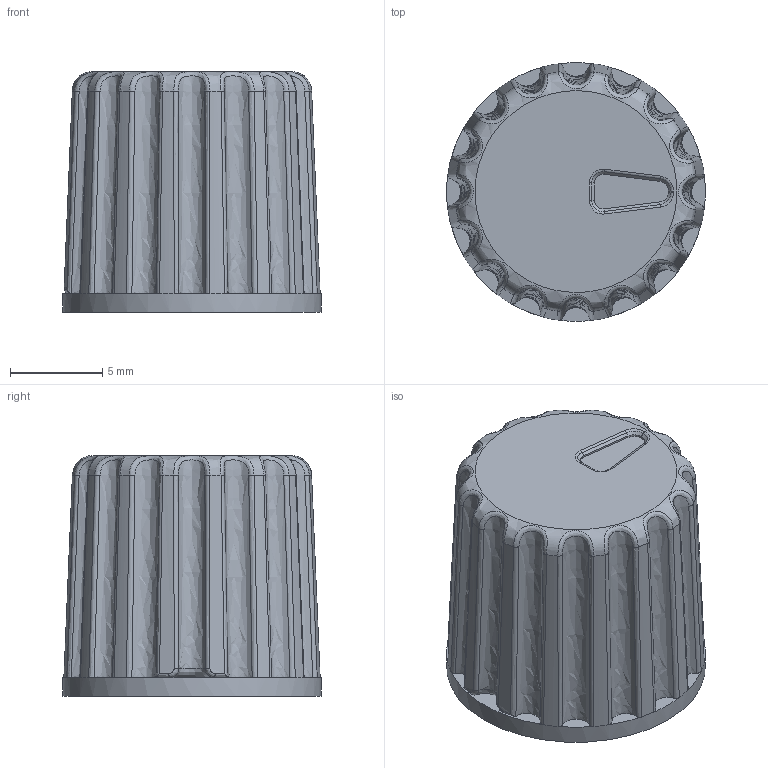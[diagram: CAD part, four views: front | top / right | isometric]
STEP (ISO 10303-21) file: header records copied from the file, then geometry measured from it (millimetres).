
FILE_DESCRIPTION(/* description */ (''),/* implementation_level */ '2;1');
FILE_NAME(/* name */ 'knob.step',/* time_stamp */ '2025-07-28T07:08:56+02:00',/* author */ (''),/* organization */ (''),/* preprocessor_version */ 'ST-DEVELOPER v20.1',/* originating_system */ 'Autodesk Translation Framework v14.10.0.0',/* authorisation */ '');
FILE_SCHEMA (('AUTOMOTIVE_DESIGN { 1 0 10303 214 3 1 1 }'));
Length unit declared in the file: millimetre
Products named in the file (1): moonpad knob
Bounding box: 14 x 14 x 13 mm (x, y, z)
Volume: 1458.7 mm3; surface area: 1117.3 mm2
Topology: 1 solids, 1 shells, 135 faces, 309 edges, 178 vertices
Faces by surface type: bspline 86, plane 28, cone 17, cylinder 3, torus 1
Full cylindrical faces by diameter (mm): 14 x1
Entity records: 11130 total; most frequent: CARTESIAN_POINT 8688, ORIENTED_EDGE 618, EDGE_CURVE 309, DIRECTION 291, B_SPLINE_CURVE_WITH_KNOTS 194, VERTEX_POINT 178, EDGE_LOOP 137, FACE_OUTER_BOUND 135
